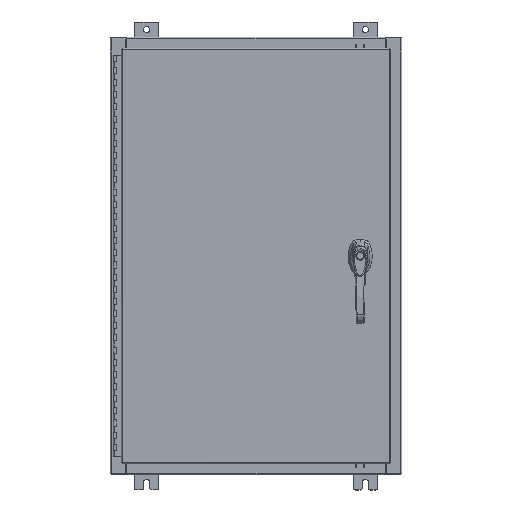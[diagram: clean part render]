
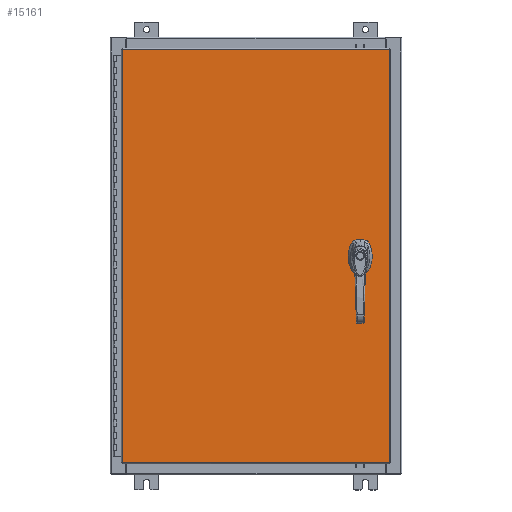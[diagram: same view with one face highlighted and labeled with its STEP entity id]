
A CAD part, top view. The second image highlights one B-rep face of the part: STEP entity #15161.
In plain terms, the highlighted planar face has unit normal (0, 0, 1).
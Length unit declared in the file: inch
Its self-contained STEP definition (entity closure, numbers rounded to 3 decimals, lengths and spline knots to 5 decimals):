
#344 = AXIS2_PLACEMENT_3D ( 'NONE', #2021, #21382, #87847 ) ;
#1126 = VERTEX_POINT ( 'NONE', #59371 ) ;
#1748 = CARTESIAN_POINT ( 'NONE',  ( -10.9903, -17.0063, 0. ) ) ;
#2021 = CARTESIAN_POINT ( 'NONE',  ( 0., 0., 0. ) ) ;
#3129 = CARTESIAN_POINT ( 'NONE',  ( 8.7495, -1.338, 0. ) ) ;
#4013 = EDGE_CURVE ( 'NONE', #18082, #109012, #105171, .T. ) ;
#4256 = ORIENTED_EDGE ( 'NONE', *, *, #9538, .F. ) ;
#5243 = VERTEX_POINT ( 'NONE', #10735 ) ;
#6283 = DIRECTION ( 'NONE',  ( 0., 0., 1. ) ) ;
#6389 = LINE ( 'NONE', #53557, #104581 ) ;
#7324 = AXIS2_PLACEMENT_3D ( 'NONE', #41944, #108206, #51404 ) ;
#7805 = ORIENTED_EDGE ( 'NONE', *, *, #106083, .T. ) ;
#7890 = CARTESIAN_POINT ( 'NONE',  ( -10.9903, 17.0063, 0. ) ) ;
#8004 = CARTESIAN_POINT ( 'NONE',  ( 10.9903, 17.0063, 0. ) ) ;
#9538 = EDGE_CURVE ( 'NONE', #81159, #60518, #78024, .T. ) ;
#10735 = CARTESIAN_POINT ( 'NONE',  ( -10.9903, 17.0063, 0. ) ) ;
#12204 = ORIENTED_EDGE ( 'NONE', *, *, #86124, .F. ) ;
#12493 = ORIENTED_EDGE ( 'NONE', *, *, #30892, .F. ) ;
#14057 = AXIS2_PLACEMENT_3D ( 'NONE', #35515, #101744, #44986 ) ;
#15161 = ADVANCED_FACE ( 'NONE', ( #45966, #29691, #71224 ), #59182, .F. ) ;
#15181 = CARTESIAN_POINT ( 'NONE',  ( 8.981, 0.20023, 0. ) ) ;
#18082 = VERTEX_POINT ( 'NONE', #15181 ) ;
#18499 = VERTEX_POINT ( 'NONE', #121259 ) ;
#21382 = DIRECTION ( 'NONE',  ( 0., 0., -1. ) ) ;
#21663 = EDGE_CURVE ( 'NONE', #50418, #5243, #56703, .T. ) ;
#22677 = ORIENTED_EDGE ( 'NONE', *, *, #45802, .F. ) ;
#23150 = DIRECTION ( 'NONE',  ( 0., 0., 1. ) ) ;
#23697 = EDGE_CURVE ( 'NONE', #18499, #85894, #121634, .T. ) ;
#24064 = ORIENTED_EDGE ( 'NONE', *, *, #112886, .F. ) ;
#25254 = ORIENTED_EDGE ( 'NONE', *, *, #104871, .T. ) ;
#28287 = DIRECTION ( 'NONE',  ( -1., 0., 0. ) ) ;
#29346 = CIRCLE ( 'NONE', #69842, 0.1715 ) ;
#29691 = FACE_OUTER_BOUND ( 'NONE', #36516, .T. ) ;
#30892 = EDGE_CURVE ( 'NONE', #1126, #71836, #38860, .T. ) ;
#32340 = LINE ( 'NONE', #116155, #104985 ) ;
#33537 = ORIENTED_EDGE ( 'NONE', *, *, #46463, .F. ) ;
#34183 = CARTESIAN_POINT ( 'NONE',  ( 8.981, 0., 0. ) ) ;
#35391 = CARTESIAN_POINT ( 'NONE',  ( 8.175, 0., 0. ) ) ;
#35428 = DIRECTION ( 'NONE',  ( 0., 1., 0. ) ) ;
#35515 = CARTESIAN_POINT ( 'NONE',  ( 8.578, 0., 0. ) ) ;
#35997 = EDGE_LOOP ( 'NONE', ( #7805, #33537, #12493, #24064, #12204, #4256, #64079, #55983 ) ) ;
#36516 = EDGE_LOOP ( 'NONE', ( #25254, #56226, #97851, #37527 ) ) ;
#37304 = CARTESIAN_POINT ( 'NONE',  ( 8.175, -0.20023, 0. ) ) ;
#37527 = ORIENTED_EDGE ( 'NONE', *, *, #70819, .T. ) ;
#38860 = LINE ( 'NONE', #55438, #86316 ) ;
#41944 = CARTESIAN_POINT ( 'NONE',  ( 8.578, -1.338, 0. ) ) ;
#44272 = LINE ( 'NONE', #1748, #66561 ) ;
#44986 = DIRECTION ( 'NONE',  ( 1., 0., 0. ) ) ;
#45546 = AXIS2_PLACEMENT_3D ( 'NONE', #63394, #6283, #72933 ) ;
#45802 = EDGE_CURVE ( 'NONE', #85894, #18499, #29346, .T. ) ;
#45966 = FACE_BOUND ( 'NONE', #81132, .T. ) ;
#46463 = EDGE_CURVE ( 'NONE', #71836, #68583, #119679, .T. ) ;
#47366 = DIRECTION ( 'NONE',  ( 0., 0., 1. ) ) ;
#50418 = VERTEX_POINT ( 'NONE', #8004 ) ;
#51086 = CARTESIAN_POINT ( 'NONE',  ( 10.9903, -17.0063, 0. ) ) ;
#51404 = DIRECTION ( 'NONE',  ( 1., 0., 0. ) ) ;
#51484 = LINE ( 'NONE', #34183, #73783 ) ;
#53557 = CARTESIAN_POINT ( 'NONE',  ( 10.9903, -17.0063, 0. ) ) ;
#55438 = CARTESIAN_POINT ( 'NONE',  ( 0., -0.403, 0. ) ) ;
#55983 = ORIENTED_EDGE ( 'NONE', *, *, #4013, .F. ) ;
#56226 = ORIENTED_EDGE ( 'NONE', *, *, #97133, .T. ) ;
#56703 = LINE ( 'NONE', #94658, #98249 ) ;
#57597 = LINE ( 'NONE', #35391, #105071 ) ;
#59182 = PLANE ( 'NONE',  #344 ) ;
#59371 = CARTESIAN_POINT ( 'NONE',  ( 8.37777, -0.403, 0. ) ) ;
#60518 = VERTEX_POINT ( 'NONE', #111168 ) ;
#63394 = CARTESIAN_POINT ( 'NONE',  ( 8.578, 0., 0. ) ) ;
#64079 = ORIENTED_EDGE ( 'NONE', *, *, #75970, .F. ) ;
#66561 = VECTOR ( 'NONE', #78041, 39.37008 ) ;
#68583 = VERTEX_POINT ( 'NONE', #73844 ) ;
#69842 = AXIS2_PLACEMENT_3D ( 'NONE', #80083, #23150, #89628 ) ;
#69953 = ORIENTED_EDGE ( 'NONE', *, *, #23697, .F. ) ;
#70819 = EDGE_CURVE ( 'NONE', #5243, #90300, #99731, .T. ) ;
#71224 = FACE_BOUND ( 'NONE', #35997, .T. ) ;
#71431 = CIRCLE ( 'NONE', #94735, 0.45 ) ;
#71836 = VERTEX_POINT ( 'NONE', #81900 ) ;
#72933 = DIRECTION ( 'NONE',  ( 1., 0., 0. ) ) ;
#73168 = VERTEX_POINT ( 'NONE', #37304 ) ;
#73783 = VECTOR ( 'NONE', #91026, 39.37008 ) ;
#73844 = CARTESIAN_POINT ( 'NONE',  ( 8.981, -0.20023, 0. ) ) ;
#74543 = DIRECTION ( 'NONE',  ( 0., -1., 0. ) ) ;
#75970 = EDGE_CURVE ( 'NONE', #109012, #81159, #32340, .T. ) ;
#78024 = CIRCLE ( 'NONE', #45546, 0.45 ) ;
#78041 = DIRECTION ( 'NONE',  ( 1., 0., 0. ) ) ;
#79419 = AXIS2_PLACEMENT_3D ( 'NONE', #92798, #94849, #92020 ) ;
#80083 = CARTESIAN_POINT ( 'NONE',  ( 8.578, -1.338, 0. ) ) ;
#81132 = EDGE_LOOP ( 'NONE', ( #22677, #69953 ) ) ;
#81159 = VERTEX_POINT ( 'NONE', #120819 ) ;
#81900 = CARTESIAN_POINT ( 'NONE',  ( 8.77823, -0.403, 0. ) ) ;
#85256 = CARTESIAN_POINT ( 'NONE',  ( 8.77823, 0.403, 0. ) ) ;
#85894 = VERTEX_POINT ( 'NONE', #3129 ) ;
#86124 = EDGE_CURVE ( 'NONE', #60518, #73168, #57597, .T. ) ;
#86316 = VECTOR ( 'NONE', #93252, 39.37008 ) ;
#87705 = VERTEX_POINT ( 'NONE', #51086 ) ;
#87847 = DIRECTION ( 'NONE',  ( -1., 0., 0. ) ) ;
#88081 = DIRECTION ( 'NONE',  ( -1., 0., 0. ) ) ;
#89628 = DIRECTION ( 'NONE',  ( 1., 0., 0. ) ) ;
#90300 = VERTEX_POINT ( 'NONE', #110254 ) ;
#91026 = DIRECTION ( 'NONE',  ( 0., -1., 0. ) ) ;
#92020 = DIRECTION ( 'NONE',  ( 1., 0., 0. ) ) ;
#92798 = CARTESIAN_POINT ( 'NONE',  ( 8.578, 0., 0. ) ) ;
#93252 = DIRECTION ( 'NONE',  ( 1., 0., 0. ) ) ;
#94658 = CARTESIAN_POINT ( 'NONE',  ( 10.9903, 17.0063, 0. ) ) ;
#94735 = AXIS2_PLACEMENT_3D ( 'NONE', #104126, #47366, #113637 ) ;
#94849 = DIRECTION ( 'NONE',  ( 0., 0., 1. ) ) ;
#96798 = VECTOR ( 'NONE', #74543, 39.37008 ) ;
#97133 = EDGE_CURVE ( 'NONE', #87705, #50418, #6389, .T. ) ;
#97851 = ORIENTED_EDGE ( 'NONE', *, *, #21663, .T. ) ;
#98249 = VECTOR ( 'NONE', #28287, 39.37008 ) ;
#99731 = LINE ( 'NONE', #7890, #96798 ) ;
#101744 = DIRECTION ( 'NONE',  ( 0., 0., 1. ) ) ;
#104126 = CARTESIAN_POINT ( 'NONE',  ( 8.578, 0., 0. ) ) ;
#104581 = VECTOR ( 'NONE', #35428, 39.37008 ) ;
#104871 = EDGE_CURVE ( 'NONE', #90300, #87705, #44272, .T. ) ;
#104985 = VECTOR ( 'NONE', #88081, 39.37008 ) ;
#105071 = VECTOR ( 'NONE', #120698, 39.37008 ) ;
#105171 = CIRCLE ( 'NONE', #79419, 0.45 ) ;
#106083 = EDGE_CURVE ( 'NONE', #18082, #68583, #51484, .T. ) ;
#108206 = DIRECTION ( 'NONE',  ( 0., 0., 1. ) ) ;
#109012 = VERTEX_POINT ( 'NONE', #85256 ) ;
#110254 = CARTESIAN_POINT ( 'NONE',  ( -10.9903, -17.0063, 0. ) ) ;
#111168 = CARTESIAN_POINT ( 'NONE',  ( 8.175, 0.20023, 0. ) ) ;
#112886 = EDGE_CURVE ( 'NONE', #73168, #1126, #71431, .T. ) ;
#113637 = DIRECTION ( 'NONE',  ( 1., 0., 0. ) ) ;
#116155 = CARTESIAN_POINT ( 'NONE',  ( 0., 0.403, 0. ) ) ;
#119679 = CIRCLE ( 'NONE', #14057, 0.45 ) ;
#120698 = DIRECTION ( 'NONE',  ( 0., -1., 0. ) ) ;
#120819 = CARTESIAN_POINT ( 'NONE',  ( 8.37777, 0.403, 0. ) ) ;
#121259 = CARTESIAN_POINT ( 'NONE',  ( 8.4065, -1.338, 0. ) ) ;
#121634 = CIRCLE ( 'NONE', #7324, 0.1715 ) ;
